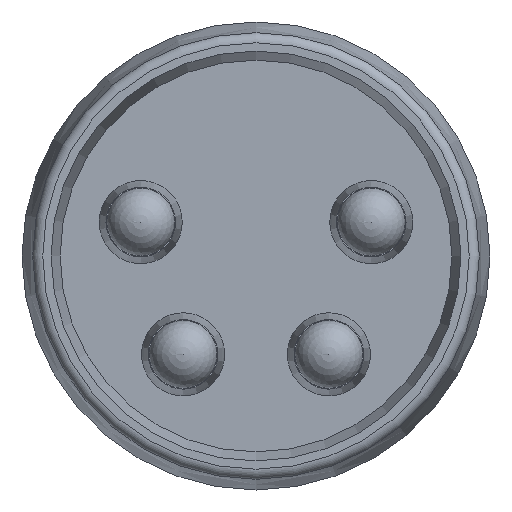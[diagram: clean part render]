
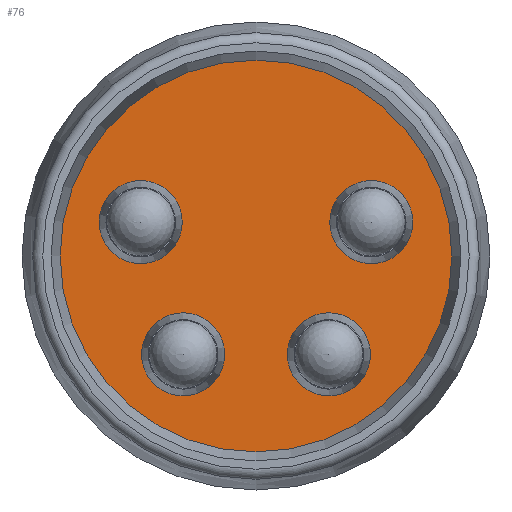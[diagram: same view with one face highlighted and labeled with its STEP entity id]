
A CAD part, front view. The second image highlights one B-rep face of the part: STEP entity #76.
In plain terms, the highlighted planar face has unit normal (0, -1, 0).
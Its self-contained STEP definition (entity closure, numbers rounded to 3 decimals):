
#76=ADVANCED_FACE('',(#137,#138,#139,#140,#141),#121,.F.);
#121=PLANE('',#532);
#137=FACE_BOUND('',#217,.T.);
#138=FACE_BOUND('',#218,.T.);
#139=FACE_BOUND('',#219,.T.);
#140=FACE_BOUND('',#220,.T.);
#141=FACE_BOUND('',#221,.T.);
#217=EDGE_LOOP('',(#305));
#218=EDGE_LOOP('',(#306));
#219=EDGE_LOOP('',(#307));
#220=EDGE_LOOP('',(#308));
#221=EDGE_LOOP('',(#309));
#305=ORIENTED_EDGE('',*,*,#437,.T.);
#306=ORIENTED_EDGE('',*,*,#438,.T.);
#307=ORIENTED_EDGE('',*,*,#439,.T.);
#308=ORIENTED_EDGE('',*,*,#440,.T.);
#309=ORIENTED_EDGE('',*,*,#441,.F.);
#393=VERTEX_POINT('',#803);
#394=VERTEX_POINT('',#805);
#395=VERTEX_POINT('',#807);
#396=VERTEX_POINT('',#809);
#397=VERTEX_POINT('',#811);
#437=EDGE_CURVE('',#393,#393,#481,.T.);
#438=EDGE_CURVE('',#394,#394,#482,.T.);
#439=EDGE_CURVE('',#395,#395,#483,.T.);
#440=EDGE_CURVE('',#396,#396,#484,.T.);
#441=EDGE_CURVE('',#397,#397,#485,.T.);
#481=CIRCLE('',#527,0.613);
#482=CIRCLE('',#528,0.613);
#483=CIRCLE('',#529,0.613);
#484=CIRCLE('',#530,0.613);
#485=CIRCLE('',#531,2.887);
#527=AXIS2_PLACEMENT_3D('',#802,#624,#625);
#528=AXIS2_PLACEMENT_3D('',#804,#626,#627);
#529=AXIS2_PLACEMENT_3D('',#806,#628,#629);
#530=AXIS2_PLACEMENT_3D('',#808,#630,#631);
#531=AXIS2_PLACEMENT_3D('',#810,#632,#633);
#532=AXIS2_PLACEMENT_3D('',#812,#634,#635);
#624=DIRECTION('',(0.,1.,0.));
#625=DIRECTION('',(0.,0.,-1.));
#626=DIRECTION('',(0.,1.,0.));
#627=DIRECTION('',(0.,0.,-1.));
#628=DIRECTION('',(0.,1.,0.));
#629=DIRECTION('',(0.,0.,-1.));
#630=DIRECTION('',(0.,1.,0.));
#631=DIRECTION('',(0.,0.,-1.));
#632=DIRECTION('',(0.,1.,0.));
#633=DIRECTION('',(0.,0.,-1.));
#634=DIRECTION('',(0.,1.,0.));
#635=DIRECTION('',(0.,0.,-1.));
#802=CARTESIAN_POINT('',(48.925,50.8,-1.45));
#803=CARTESIAN_POINT('',(48.925,50.8,-2.063));
#804=CARTESIAN_POINT('',(48.3,50.8,0.5));
#805=CARTESIAN_POINT('',(48.3,50.8,-0.113));
#806=CARTESIAN_POINT('',(51.075,50.8,-1.45));
#807=CARTESIAN_POINT('',(51.075,50.8,-2.063));
#808=CARTESIAN_POINT('',(51.7,50.8,0.5));
#809=CARTESIAN_POINT('',(51.7,50.8,-0.113));
#810=CARTESIAN_POINT('',(50.,50.8,0.));
#811=CARTESIAN_POINT('',(50.,50.8,-2.887));
#812=CARTESIAN_POINT('',(50.,50.8,0.));
